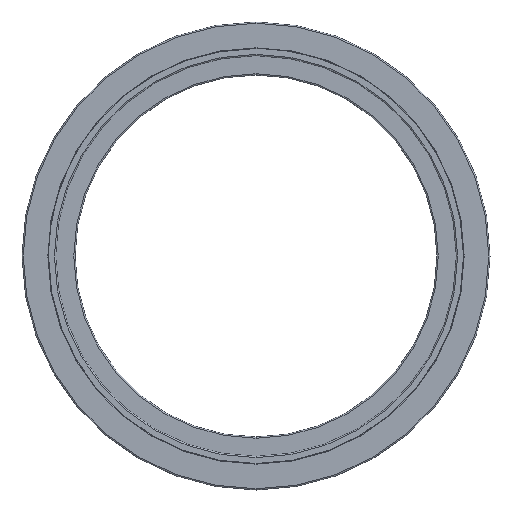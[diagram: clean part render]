
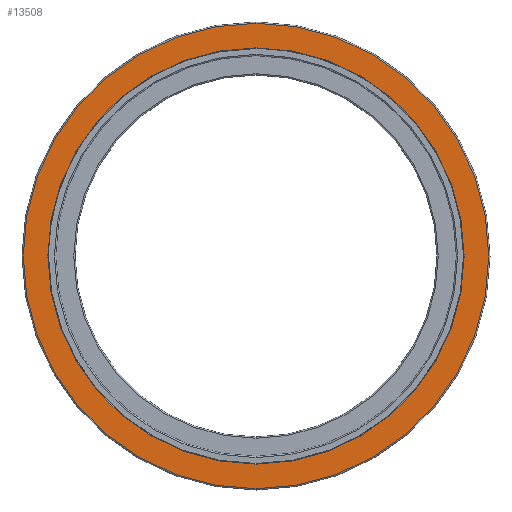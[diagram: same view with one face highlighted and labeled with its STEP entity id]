
A CAD part, left-side view. The second image highlights one B-rep face of the part: STEP entity #13508.
In plain terms, the highlighted planar face has unit normal (-1, 0, 0).
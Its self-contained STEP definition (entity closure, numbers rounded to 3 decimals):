
#585 = VERTEX_POINT ( 'NONE', #12127 ) ;
#755 = ORIENTED_EDGE ( 'NONE', *, *, #1783, .F. ) ;
#1024 = CARTESIAN_POINT ( 'NONE',  ( 0., 0., -333.5 ) ) ;
#1314 = VERTEX_POINT ( 'NONE', #9599 ) ;
#1366 = DIRECTION ( 'NONE',  ( -1., 0., 0. ) ) ;
#1783 = EDGE_CURVE ( 'NONE', #1314, #2854, #17318, .T. ) ;
#2272 = PLANE ( 'NONE',  #8421 ) ;
#2580 = DIRECTION ( 'NONE',  ( 1., 0., 0. ) ) ;
#2850 = CARTESIAN_POINT ( 'NONE',  ( 0., 0., 0. ) ) ;
#2854 = VERTEX_POINT ( 'NONE', #1024 ) ;
#3194 = DIRECTION ( 'NONE',  ( 0., 0., -1. ) ) ;
#4049 = CARTESIAN_POINT ( 'NONE',  ( 0., 0., 0. ) ) ;
#4336 = DIRECTION ( 'NONE',  ( -1., 0., 0. ) ) ;
#4492 = ORIENTED_EDGE ( 'NONE', *, *, #5080, .F. ) ;
#4500 = DIRECTION ( 'NONE',  ( 0., 0., -1. ) ) ;
#5080 = EDGE_CURVE ( 'NONE', #2854, #1314, #14894, .T. ) ;
#5396 = DIRECTION ( 'NONE',  ( 0., 0., -1. ) ) ;
#5490 = CARTESIAN_POINT ( 'NONE',  ( 0., 0., 0. ) ) ;
#5509 = FACE_BOUND ( 'NONE', #7632, .T. ) ;
#7537 = DIRECTION ( 'NONE',  ( 0., 0., -1. ) ) ;
#7632 = EDGE_LOOP ( 'NONE', ( #4492, #755 ) ) ;
#7701 = AXIS2_PLACEMENT_3D ( 'NONE', #15588, #1366, #3194 ) ;
#7885 = DIRECTION ( 'NONE',  ( 1., 0., 0. ) ) ;
#8140 = EDGE_LOOP ( 'NONE', ( #13791, #12819 ) ) ;
#8384 = CIRCLE ( 'NONE', #15705, 373. ) ;
#8421 = AXIS2_PLACEMENT_3D ( 'NONE', #4049, #2580, #10388 ) ;
#9417 = CIRCLE ( 'NONE', #11759, 373. ) ;
#9599 = CARTESIAN_POINT ( 'NONE',  ( 0., 0., 333.5 ) ) ;
#10388 = DIRECTION ( 'NONE',  ( 0., 0., -1. ) ) ;
#11759 = AXIS2_PLACEMENT_3D ( 'NONE', #12394, #7885, #4500 ) ;
#11818 = DIRECTION ( 'NONE',  ( 1., 0., 0. ) ) ;
#12127 = CARTESIAN_POINT ( 'NONE',  ( 0., 0., -373. ) ) ;
#12394 = CARTESIAN_POINT ( 'NONE',  ( 0., 0., 0. ) ) ;
#12565 = EDGE_CURVE ( 'NONE', #12750, #585, #9417, .T. ) ;
#12570 = AXIS2_PLACEMENT_3D ( 'NONE', #2850, #4336, #7537 ) ;
#12750 = VERTEX_POINT ( 'NONE', #13595 ) ;
#12819 = ORIENTED_EDGE ( 'NONE', *, *, #12565, .F. ) ;
#13508 = ADVANCED_FACE ( 'NONE', ( #15282, #5509 ), #2272, .F. ) ;
#13595 = CARTESIAN_POINT ( 'NONE',  ( 0., 0., 373. ) ) ;
#13791 = ORIENTED_EDGE ( 'NONE', *, *, #13844, .F. ) ;
#13844 = EDGE_CURVE ( 'NONE', #585, #12750, #8384, .T. ) ;
#14894 = CIRCLE ( 'NONE', #12570, 333.5 ) ;
#15282 = FACE_OUTER_BOUND ( 'NONE', #8140, .T. ) ;
#15588 = CARTESIAN_POINT ( 'NONE',  ( 0., 0., 0. ) ) ;
#15705 = AXIS2_PLACEMENT_3D ( 'NONE', #5490, #11818, #5396 ) ;
#17318 = CIRCLE ( 'NONE', #7701, 333.5 ) ;
